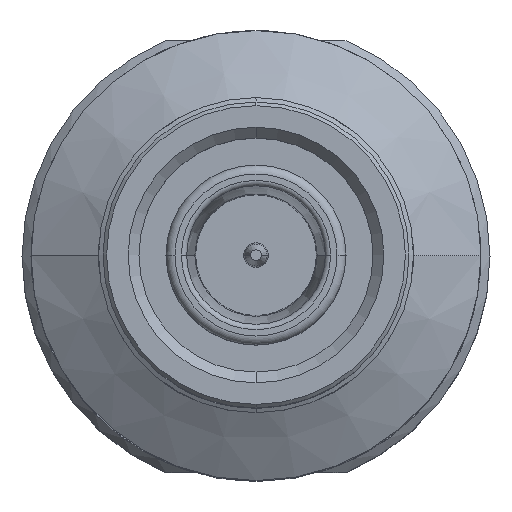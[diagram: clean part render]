
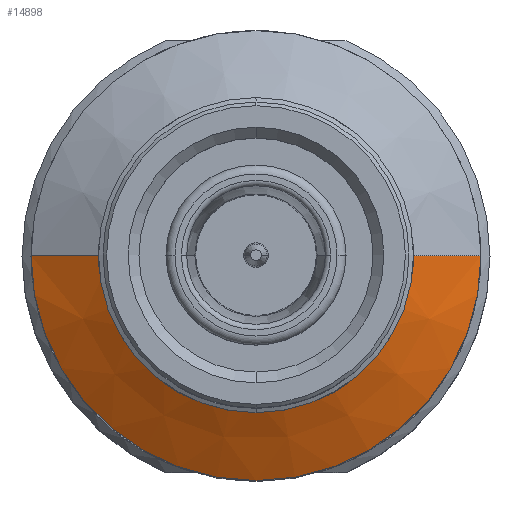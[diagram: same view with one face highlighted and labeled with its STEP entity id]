
A CAD part, top view. The second image highlights one B-rep face of the part: STEP entity #14898.
In plain terms, the highlighted conical face has half-angle 60 degrees and reference radius 12.5 mm.
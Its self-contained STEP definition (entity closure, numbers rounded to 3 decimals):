
#448 = EDGE_CURVE ( 'NONE', #4154, #1806, #9610, .T. ) ;
#1087 = EDGE_CURVE ( 'NONE', #1806, #13993, #15555, .T. ) ;
#1393 = AXIS2_PLACEMENT_3D ( 'NONE', #12616, #4386, #12671 ) ;
#1806 = VERTEX_POINT ( 'NONE', #2163 ) ;
#2163 = CARTESIAN_POINT ( 'NONE',  ( 8., 0., -14.5 ) ) ;
#2177 = ORIENTED_EDGE ( 'NONE', *, *, #5065, .T. ) ;
#4154 = VERTEX_POINT ( 'NONE', #6715 ) ;
#4386 = DIRECTION ( 'NONE',  ( 0., 0., 1. ) ) ;
#5065 = EDGE_CURVE ( 'NONE', #4154, #11424, #6879, .T. ) ;
#5459 = CONICAL_SURFACE ( 'NONE', #6339, 12.5, 1.047 ) ;
#5596 = ORIENTED_EDGE ( 'NONE', *, *, #448, .F. ) ;
#5893 = FACE_OUTER_BOUND ( 'NONE', #12267, .T. ) ;
#5916 = DIRECTION ( 'NONE',  ( 0., 0., -1. ) ) ;
#6339 = AXIS2_PLACEMENT_3D ( 'NONE', #15541, #5916, #16808 ) ;
#6715 = CARTESIAN_POINT ( 'NONE',  ( -8., 0., -14.5 ) ) ;
#6879 = LINE ( 'NONE', #16225, #14563 ) ;
#8111 = ORIENTED_EDGE ( 'NONE', *, *, #16096, .T. ) ;
#8871 = AXIS2_PLACEMENT_3D ( 'NONE', #17489, #12181, #10663 ) ;
#8964 = DIRECTION ( 'NONE',  ( 0.866, 0., -0.5 ) ) ;
#9610 = CIRCLE ( 'NONE', #8871, 8. ) ;
#10334 = CARTESIAN_POINT ( 'NONE',  ( 12.5, 0., -17.098 ) ) ;
#10663 = DIRECTION ( 'NONE',  ( 1., 0., 0. ) ) ;
#10784 = CARTESIAN_POINT ( 'NONE',  ( 12.5, 0., -17.098 ) ) ;
#10834 = CARTESIAN_POINT ( 'NONE',  ( -12.5, 0., -17.098 ) ) ;
#11424 = VERTEX_POINT ( 'NONE', #10834 ) ;
#11936 = VECTOR ( 'NONE', #8964, 1000. ) ;
#12181 = DIRECTION ( 'NONE',  ( 0., 0., 1. ) ) ;
#12231 = CIRCLE ( 'NONE', #1393, 12.5 ) ;
#12267 = EDGE_LOOP ( 'NONE', ( #16532, #5596, #2177, #8111 ) ) ;
#12616 = CARTESIAN_POINT ( 'NONE',  ( 0., 0., -17.098 ) ) ;
#12671 = DIRECTION ( 'NONE',  ( 1., 0., 0. ) ) ;
#13738 = DIRECTION ( 'NONE',  ( -0.866, 0., -0.5 ) ) ;
#13993 = VERTEX_POINT ( 'NONE', #10784 ) ;
#14563 = VECTOR ( 'NONE', #13738, 1000. ) ;
#14898 = ADVANCED_FACE ( 'NONE', ( #5893 ), #5459, .T. ) ;
#15541 = CARTESIAN_POINT ( 'NONE',  ( 0., 0., -17.098 ) ) ;
#15555 = LINE ( 'NONE', #10334, #11936 ) ;
#16096 = EDGE_CURVE ( 'NONE', #11424, #13993, #12231, .T. ) ;
#16225 = CARTESIAN_POINT ( 'NONE',  ( -12.5, 0., -17.098 ) ) ;
#16532 = ORIENTED_EDGE ( 'NONE', *, *, #1087, .F. ) ;
#16808 = DIRECTION ( 'NONE',  ( -1., 0., 0. ) ) ;
#17489 = CARTESIAN_POINT ( 'NONE',  ( 0., 0., -14.5 ) ) ;
